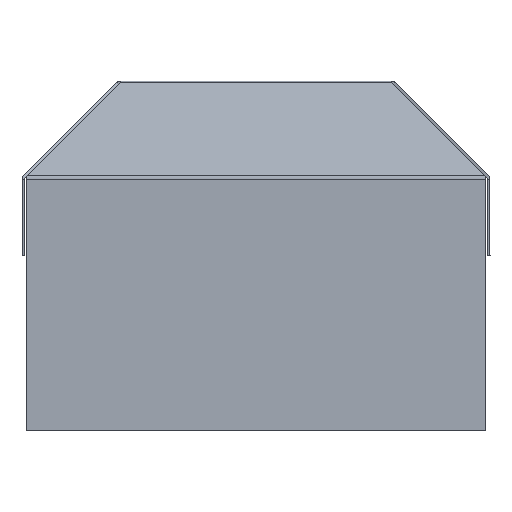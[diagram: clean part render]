
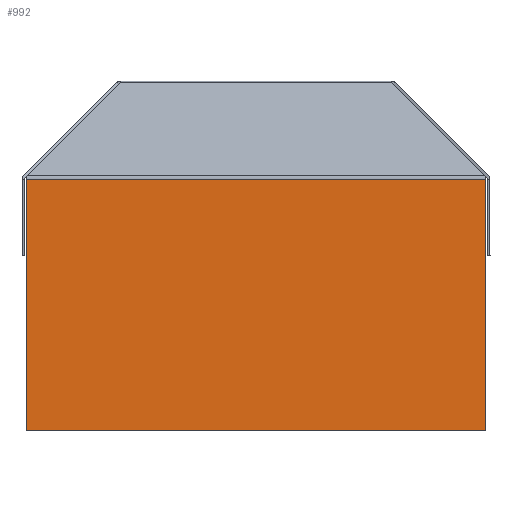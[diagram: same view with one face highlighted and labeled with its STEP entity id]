
A CAD part, front view. The second image highlights one B-rep face of the part: STEP entity #992.
In plain terms, the highlighted planar face has unit normal (0, -1, 0).
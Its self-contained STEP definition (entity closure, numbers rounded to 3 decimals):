
#57=PLANE('',#1073);
#112=FACE_OUTER_BOUND('',#182,.T.);
#182=EDGE_LOOP('',(#765,#766,#767,#768));
#289=LINE('',#1609,#397);
#290=LINE('',#1611,#398);
#291=LINE('',#1613,#399);
#292=LINE('',#1614,#400);
#397=VECTOR('',#1221,10.);
#398=VECTOR('',#1222,10.);
#399=VECTOR('',#1223,10.);
#400=VECTOR('',#1224,10.);
#495=VERTEX_POINT('',#1607);
#496=VERTEX_POINT('',#1608);
#497=VERTEX_POINT('',#1610);
#498=VERTEX_POINT('',#1612);
#587=EDGE_CURVE('',#495,#496,#289,.T.);
#588=EDGE_CURVE('',#496,#497,#290,.T.);
#589=EDGE_CURVE('',#497,#498,#291,.T.);
#590=EDGE_CURVE('',#495,#498,#292,.T.);
#765=ORIENTED_EDGE('',*,*,#587,.T.);
#766=ORIENTED_EDGE('',*,*,#588,.T.);
#767=ORIENTED_EDGE('',*,*,#589,.T.);
#768=ORIENTED_EDGE('',*,*,#590,.F.);
#992=ADVANCED_FACE('',(#112),#57,.T.);
#1073=AXIS2_PLACEMENT_3D('',#1606,#1219,#1220);
#1219=DIRECTION('center_axis',(0.,-1.,0.));
#1220=DIRECTION('ref_axis',(1.,0.,0.));
#1221=DIRECTION('',(-1.,0.,0.));
#1222=DIRECTION('',(0.,0.,-1.));
#1223=DIRECTION('',(1.,0.,0.));
#1224=DIRECTION('',(0.,0.,-1.));
#1606=CARTESIAN_POINT('Origin',(0.,-102.,
328.825));
#1607=CARTESIAN_POINT('',(178.586,-102.,425.572));
#1608=CARTESIAN_POINT('',(-178.586,-102.,425.572));
#1609=CARTESIAN_POINT('',(0.,-102.,425.572));
#1610=CARTESIAN_POINT('',(-178.586,-102.,230.));
#1611=CARTESIAN_POINT('',(-178.586,-102.,425.572));
#1612=CARTESIAN_POINT('',(178.586,-102.,230.));
#1613=CARTESIAN_POINT('',(-178.586,-102.,230.));
#1614=CARTESIAN_POINT('',(178.586,-102.,425.572));
